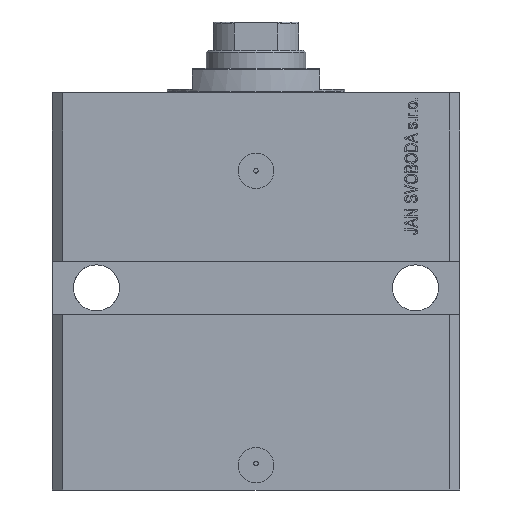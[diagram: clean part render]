
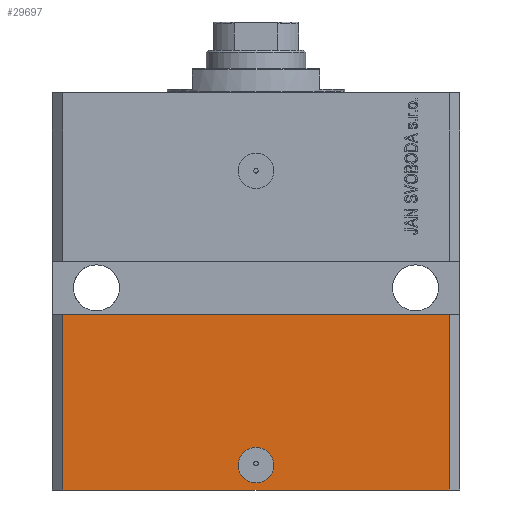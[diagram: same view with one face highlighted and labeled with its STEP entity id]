
A CAD part, front view. The second image highlights one B-rep face of the part: STEP entity #29697.
In plain terms, the highlighted planar face has unit normal (0, -1, 0).
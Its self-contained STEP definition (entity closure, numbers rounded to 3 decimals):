
#578 = LINE ( 'NONE', #3814, #1706 ) ;
#661 = DIRECTION ( 'NONE',  ( 0., -1., 0. ) ) ;
#1004 = AXIS2_PLACEMENT_3D ( 'NONE', #8125, #661, #46917 ) ;
#1706 = VECTOR ( 'NONE', #45614, 1000. ) ;
#3814 = CARTESIAN_POINT ( 'NONE',  ( -54.5, -45., -112. ) ) ;
#3997 = CARTESIAN_POINT ( 'NONE',  ( 5., -45., -105. ) ) ;
#6693 = CARTESIAN_POINT ( 'NONE',  ( -54.5, -45., -62.5 ) ) ;
#7494 = EDGE_CURVE ( 'NONE', #44712, #29183, #31177, .T. ) ;
#7581 = ORIENTED_EDGE ( 'NONE', *, *, #44649, .F. ) ;
#8125 = CARTESIAN_POINT ( 'NONE',  ( -54.5, -45., -112. ) ) ;
#8873 = ORIENTED_EDGE ( 'NONE', *, *, #7494, .T. ) ;
#9547 = ORIENTED_EDGE ( 'NONE', *, *, #32246, .F. ) ;
#10059 = EDGE_CURVE ( 'NONE', #39647, #36069, #20642, .T. ) ;
#10663 = CIRCLE ( 'NONE', #31323, 5. ) ;
#12102 = FACE_OUTER_BOUND ( 'NONE', #29365, .T. ) ;
#12561 = DIRECTION ( 'NONE',  ( 1., 0., 0. ) ) ;
#12835 = FACE_BOUND ( 'NONE', #16381, .T. ) ;
#13014 = DIRECTION ( 'NONE',  ( 0., -1., 0. ) ) ;
#13025 = ORIENTED_EDGE ( 'NONE', *, *, #10059, .F. ) ;
#13945 = LINE ( 'NONE', #22632, #22688 ) ;
#16381 = EDGE_LOOP ( 'NONE', ( #9547, #13025 ) ) ;
#16562 = PLANE ( 'NONE',  #1004 ) ;
#17418 = CARTESIAN_POINT ( 'NONE',  ( 54.5, -45., -62.5 ) ) ;
#18789 = VECTOR ( 'NONE', #12561, 1000. ) ;
#20642 = CIRCLE ( 'NONE', #25398, 5. ) ;
#20934 = LINE ( 'NONE', #34466, #18789 ) ;
#22632 = CARTESIAN_POINT ( 'NONE',  ( -54.5, -45., -112. ) ) ;
#22688 = VECTOR ( 'NONE', #37570, 1000. ) ;
#25398 = AXIS2_PLACEMENT_3D ( 'NONE', #43616, #13014, #43863 ) ;
#25804 = EDGE_CURVE ( 'NONE', #30035, #44712, #578, .T. ) ;
#26940 = CARTESIAN_POINT ( 'NONE',  ( -5., -45., -105. ) ) ;
#28030 = ORIENTED_EDGE ( 'NONE', *, *, #41314, .F. ) ;
#29183 = VERTEX_POINT ( 'NONE', #17418 ) ;
#29365 = EDGE_LOOP ( 'NONE', ( #28030, #7581, #30443, #8873 ) ) ;
#29697 = ADVANCED_FACE ( 'NONE', ( #12835, #12102 ), #16562, .T. ) ;
#30035 = VERTEX_POINT ( 'NONE', #35837 ) ;
#30443 = ORIENTED_EDGE ( 'NONE', *, *, #25804, .T. ) ;
#31177 = LINE ( 'NONE', #35826, #46740 ) ;
#31323 = AXIS2_PLACEMENT_3D ( 'NONE', #44749, #33543, #37539 ) ;
#32246 = EDGE_CURVE ( 'NONE', #36069, #39647, #10663, .T. ) ;
#33543 = DIRECTION ( 'NONE',  ( 0., -1., 0. ) ) ;
#33575 = CARTESIAN_POINT ( 'NONE',  ( 54.5, -45., -112. ) ) ;
#34466 = CARTESIAN_POINT ( 'NONE',  ( -57.5, -45., -62.5 ) ) ;
#35826 = CARTESIAN_POINT ( 'NONE',  ( 54.5, -45., -112. ) ) ;
#35837 = CARTESIAN_POINT ( 'NONE',  ( -54.5, -45., -112. ) ) ;
#36069 = VERTEX_POINT ( 'NONE', #3997 ) ;
#37140 = VERTEX_POINT ( 'NONE', #6693 ) ;
#37539 = DIRECTION ( 'NONE',  ( 1., 0., 0. ) ) ;
#37570 = DIRECTION ( 'NONE',  ( 0., 0., 1. ) ) ;
#39647 = VERTEX_POINT ( 'NONE', #26940 ) ;
#41314 = EDGE_CURVE ( 'NONE', #37140, #29183, #20934, .T. ) ;
#43616 = CARTESIAN_POINT ( 'NONE',  ( 0., -45., -105. ) ) ;
#43863 = DIRECTION ( 'NONE',  ( 1., 0., 0. ) ) ;
#44649 = EDGE_CURVE ( 'NONE', #30035, #37140, #13945, .T. ) ;
#44712 = VERTEX_POINT ( 'NONE', #33575 ) ;
#44749 = CARTESIAN_POINT ( 'NONE',  ( 0., -45., -105. ) ) ;
#45614 = DIRECTION ( 'NONE',  ( 1., 0., 0. ) ) ;
#46359 = DIRECTION ( 'NONE',  ( 0., 0., 1. ) ) ;
#46740 = VECTOR ( 'NONE', #46359, 1000. ) ;
#46917 = DIRECTION ( 'NONE',  ( 1., 0., 0. ) ) ;
